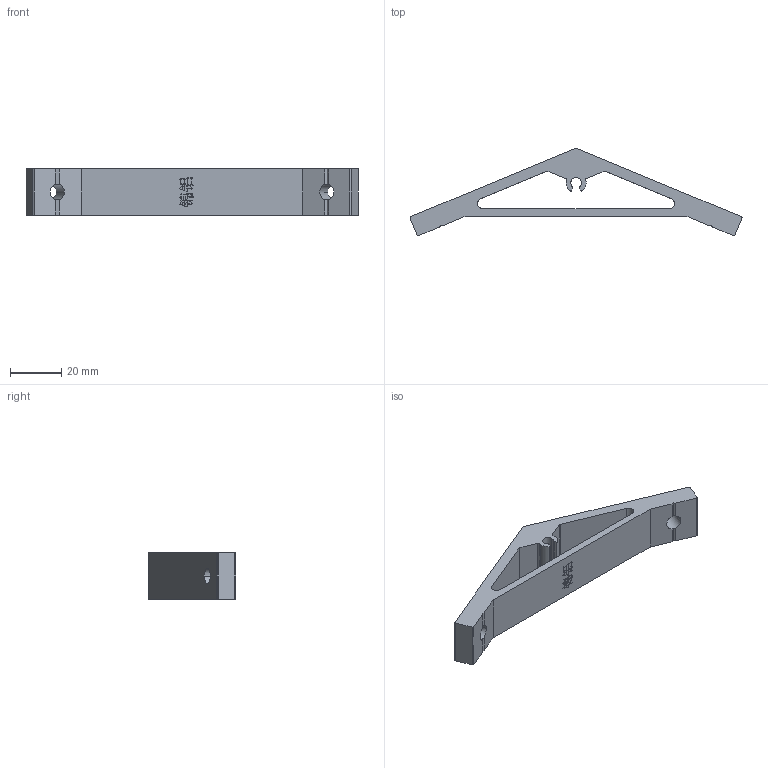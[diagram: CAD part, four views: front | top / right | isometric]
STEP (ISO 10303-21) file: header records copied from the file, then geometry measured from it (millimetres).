
FILE_DESCRIPTION (( 'STEP AP203' ), '1' );
FILE_NAME ('135du-2020-18MM.STEP', '2019-07-25T08:00:34', ( '微软用户' ), ( '微软中国' ), 'SwSTEP 2.0', 'SolidWorks 2015', '' );
FILE_SCHEMA (( 'CONFIG_CONTROL_DESIGN' ));
Length unit declared in the file: millimetre
Products named in the file (1): 135du-2020-18MM
Bounding box: 129.04 x 34 x 18 mm (x, y, z)
Volume: 19614.6 mm3; surface area: 10761.5 mm2
Topology: 1 solids, 1 shells, 209 faces, 600 edges, 400 vertices
Faces by surface type: plane 152, cylinder 29, bspline 28
Entity records: 7757 total; most frequent: CARTESIAN_POINT 2342, ORIENTED_EDGE 1200, DIRECTION 962, EDGE_CURVE 600, LINE 474, VECTOR 474, VERTEX_POINT 400, AXIS2_PLACEMENT_3D 244
